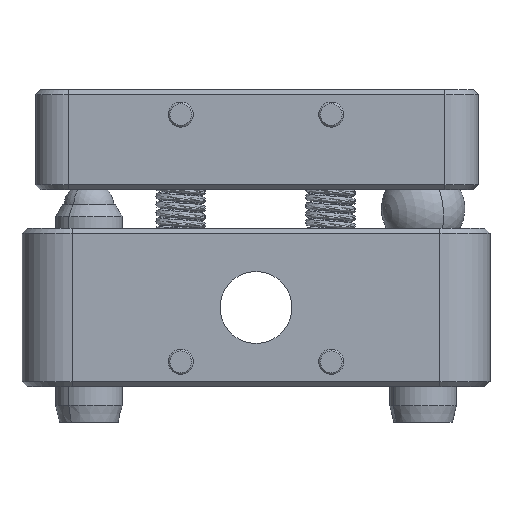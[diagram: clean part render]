
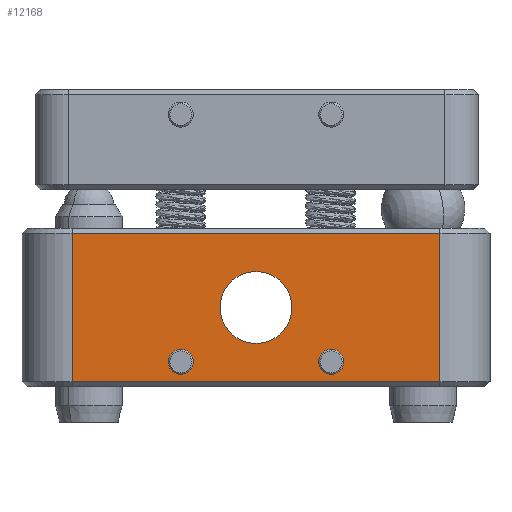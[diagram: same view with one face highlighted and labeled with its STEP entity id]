
A CAD part, left-side view. The second image highlights one B-rep face of the part: STEP entity #12168.
In plain terms, the highlighted planar face has unit normal (-1, 0, 0).
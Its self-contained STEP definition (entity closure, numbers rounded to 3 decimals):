
#396 = EDGE_CURVE ( 'NONE', #2301, #21893, #13194, .T. ) ;
#551 = CARTESIAN_POINT ( 'NONE',  ( 22.498, -3.131, -28.777 ) ) ;
#575 = CARTESIAN_POINT ( 'NONE',  ( 22.498, 18.869, -37.677 ) ) ;
#720 = DIRECTION ( 'NONE',  ( -1., 0., 0. ) ) ;
#830 = ORIENTED_EDGE ( 'NONE', *, *, #12887, .T. ) ;
#990 = DIRECTION ( 'NONE',  ( 0., 0., 1. ) ) ;
#1270 = CARTESIAN_POINT ( 'NONE',  ( 22.498, 12.369, -36.477 ) ) ;
#2018 = VERTEX_POINT ( 'NONE', #551 ) ;
#2301 = VERTEX_POINT ( 'NONE', #6851 ) ;
#2651 = VECTOR ( 'NONE', #27874, 1000. ) ;
#3294 = FACE_BOUND ( 'NONE', #15248, .T. ) ;
#3848 = CARTESIAN_POINT ( 'NONE',  ( 22.498, 7.869, -33.227 ) ) ;
#5188 = AXIS2_PLACEMENT_3D ( 'NONE', #11346, #32204, #14347 ) ;
#5244 = EDGE_LOOP ( 'NONE', ( #21052, #15516, #28304, #830 ) ) ;
#5746 = VERTEX_POINT ( 'NONE', #16370 ) ;
#6393 = AXIS2_PLACEMENT_3D ( 'NONE', #15395, #36214, #18400 ) ;
#6496 = CARTESIAN_POINT ( 'NONE',  ( 22.498, 7.869, -33.227 ) ) ;
#6851 = CARTESIAN_POINT ( 'NONE',  ( 22.498, 12.369, -35.727 ) ) ;
#6853 = DIRECTION ( 'NONE',  ( 0., 0., 1. ) ) ;
#7037 = CARTESIAN_POINT ( 'NONE',  ( 22.498, -6.131, -28.777 ) ) ;
#7038 = CIRCLE ( 'NONE', #5188, 0.75 ) ;
#9485 = DIRECTION ( 'NONE',  ( 0., 0., 1. ) ) ;
#9909 = EDGE_CURVE ( 'NONE', #21893, #2301, #7038, .T. ) ;
#10529 = CARTESIAN_POINT ( 'NONE',  ( 22.498, 3.369, -37.227 ) ) ;
#10626 = VECTOR ( 'NONE', #990, 1000. ) ;
#10791 = VERTEX_POINT ( 'NONE', #36164 ) ;
#10838 = VERTEX_POINT ( 'NONE', #575 ) ;
#11030 = ORIENTED_EDGE ( 'NONE', *, *, #12145, .F. ) ;
#11246 = DIRECTION ( 'NONE',  ( -1., 0., 0. ) ) ;
#11346 = CARTESIAN_POINT ( 'NONE',  ( 22.498, 12.369, -36.477 ) ) ;
#12145 = EDGE_CURVE ( 'NONE', #29313, #10791, #33134, .T. ) ;
#12168 = ADVANCED_FACE ( 'NONE', ( #17289, #3294, #26151, #25223 ), #21353, .T. ) ;
#12452 = EDGE_CURVE ( 'NONE', #25588, #10838, #36375, .T. ) ;
#12567 = CARTESIAN_POINT ( 'NONE',  ( 22.498, -3.131, -37.677 ) ) ;
#12887 = EDGE_CURVE ( 'NONE', #10838, #20706, #30772, .T. ) ;
#12996 = EDGE_LOOP ( 'NONE', ( #35259, #26378 ) ) ;
#13194 = CIRCLE ( 'NONE', #32868, 0.75 ) ;
#14347 = DIRECTION ( 'NONE',  ( 0., 0., 1. ) ) ;
#15104 = EDGE_CURVE ( 'NONE', #20706, #2018, #27450, .T. ) ;
#15248 = EDGE_LOOP ( 'NONE', ( #19273, #19293 ) ) ;
#15299 = CARTESIAN_POINT ( 'NONE',  ( 22.498, 12.369, -37.227 ) ) ;
#15395 = CARTESIAN_POINT ( 'NONE',  ( 22.498, 3.369, -36.477 ) ) ;
#15516 = ORIENTED_EDGE ( 'NONE', *, *, #21424, .T. ) ;
#15581 = DIRECTION ( 'NONE',  ( 0., -1., 0. ) ) ;
#16370 = CARTESIAN_POINT ( 'NONE',  ( 22.498, 3.369, -35.727 ) ) ;
#17289 = FACE_BOUND ( 'NONE', #12996, .T. ) ;
#17417 = VERTEX_POINT ( 'NONE', #10529 ) ;
#17744 = VECTOR ( 'NONE', #15581, 1000. ) ;
#18400 = DIRECTION ( 'NONE',  ( 0., 0., 1. ) ) ;
#18833 = AXIS2_PLACEMENT_3D ( 'NONE', #3848, #24722, #6853 ) ;
#19273 = ORIENTED_EDGE ( 'NONE', *, *, #35689, .F. ) ;
#19293 = ORIENTED_EDGE ( 'NONE', *, *, #30068, .F. ) ;
#19487 = CARTESIAN_POINT ( 'NONE',  ( 22.498, 18.869, -28.477 ) ) ;
#20706 = VERTEX_POINT ( 'NONE', #24135 ) ;
#20959 = AXIS2_PLACEMENT_3D ( 'NONE', #6496, #27342, #9485 ) ;
#21052 = ORIENTED_EDGE ( 'NONE', *, *, #15104, .T. ) ;
#21353 = PLANE ( 'NONE',  #26956 ) ;
#21424 = EDGE_CURVE ( 'NONE', #2018, #25588, #25516, .T. ) ;
#21460 = CIRCLE ( 'NONE', #6393, 0.75 ) ;
#21613 = DIRECTION ( 'NONE',  ( 0., 0., 1. ) ) ;
#21893 = VERTEX_POINT ( 'NONE', #15299 ) ;
#22895 = CARTESIAN_POINT ( 'NONE',  ( 22.498, 18.869, -28.777 ) ) ;
#24135 = CARTESIAN_POINT ( 'NONE',  ( 22.498, -3.131, -37.677 ) ) ;
#24282 = AXIS2_PLACEMENT_3D ( 'NONE', #29087, #11246, #32096 ) ;
#24722 = DIRECTION ( 'NONE',  ( -1., 0., 0. ) ) ;
#25223 = FACE_OUTER_BOUND ( 'NONE', #5244, .T. ) ;
#25516 = LINE ( 'NONE', #7037, #2651 ) ;
#25588 = VERTEX_POINT ( 'NONE', #22895 ) ;
#26151 = FACE_BOUND ( 'NONE', #29153, .T. ) ;
#26378 = ORIENTED_EDGE ( 'NONE', *, *, #9909, .F. ) ;
#26956 = AXIS2_PLACEMENT_3D ( 'NONE', #36446, #720, #21613 ) ;
#27342 = DIRECTION ( 'NONE',  ( -1., 0., 0. ) ) ;
#27450 = LINE ( 'NONE', #36704, #10626 ) ;
#27874 = DIRECTION ( 'NONE',  ( 0., 1., 0. ) ) ;
#27938 = EDGE_CURVE ( 'NONE', #10791, #29313, #32705, .T. ) ;
#28304 = ORIENTED_EDGE ( 'NONE', *, *, #12452, .T. ) ;
#28716 = DIRECTION ( 'NONE',  ( 0., 0., -1. ) ) ;
#29087 = CARTESIAN_POINT ( 'NONE',  ( 22.498, 3.369, -36.477 ) ) ;
#29153 = EDGE_LOOP ( 'NONE', ( #29429, #11030 ) ) ;
#29313 = VERTEX_POINT ( 'NONE', #32287 ) ;
#29429 = ORIENTED_EDGE ( 'NONE', *, *, #27938, .F. ) ;
#30068 = EDGE_CURVE ( 'NONE', #17417, #5746, #21460, .T. ) ;
#30772 = LINE ( 'NONE', #12567, #17744 ) ;
#30886 = DIRECTION ( 'NONE',  ( -1., 0., 0. ) ) ;
#32096 = DIRECTION ( 'NONE',  ( 0., 0., 1. ) ) ;
#32204 = DIRECTION ( 'NONE',  ( -1., 0., 0. ) ) ;
#32287 = CARTESIAN_POINT ( 'NONE',  ( 22.498, 7.869, -35.377 ) ) ;
#32392 = CIRCLE ( 'NONE', #24282, 0.75 ) ;
#32705 = CIRCLE ( 'NONE', #18833, 2.15 ) ;
#32868 = AXIS2_PLACEMENT_3D ( 'NONE', #1270, #30886, #36620 ) ;
#33134 = CIRCLE ( 'NONE', #20959, 2.15 ) ;
#35259 = ORIENTED_EDGE ( 'NONE', *, *, #396, .F. ) ;
#35689 = EDGE_CURVE ( 'NONE', #5746, #17417, #32392, .T. ) ;
#36164 = CARTESIAN_POINT ( 'NONE',  ( 22.498, 7.869, -31.077 ) ) ;
#36214 = DIRECTION ( 'NONE',  ( -1., 0., 0. ) ) ;
#36375 = LINE ( 'NONE', #19487, #37299 ) ;
#36446 = CARTESIAN_POINT ( 'NONE',  ( 22.498, -6.131, -28.477 ) ) ;
#36620 = DIRECTION ( 'NONE',  ( 0., 0., 1. ) ) ;
#36704 = CARTESIAN_POINT ( 'NONE',  ( 22.498, -3.131, -28.477 ) ) ;
#37299 = VECTOR ( 'NONE', #28716, 1000. ) ;
